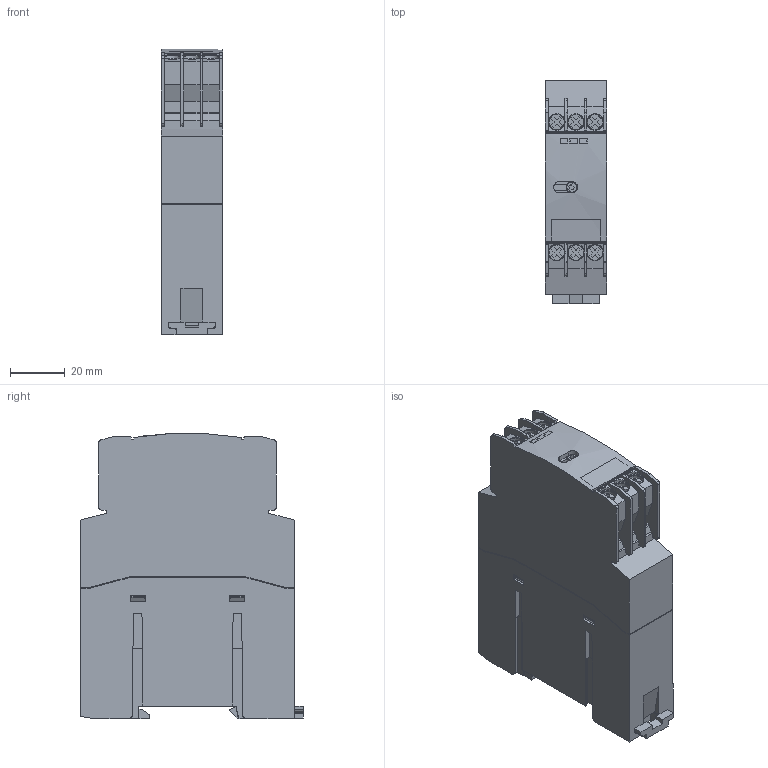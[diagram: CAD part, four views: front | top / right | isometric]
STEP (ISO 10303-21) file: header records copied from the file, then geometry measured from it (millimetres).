
FILE_DESCRIPTION( ( 'STEP AP214' ), '1' );
FILE_NAME( 'etr4_51.stp', '2021-06-28T07:40:29', ( 'License CC BY-ND 4.0' ), ( 'CADENAS' ), ' ', 'PARTsolutions', ' ' );
FILE_SCHEMA( ( 'AUTOMOTIVE_DESIGN { 1 0 10303 214 1 1 1 1 }' ) );
Length unit declared in the file: millimetre
Products named in the file (1): _031885
Bounding box: 22.5 x 81.25 x 104.2 mm (x, y, z)
Volume: 160089.1 mm3; surface area: 28453.9 mm2
Topology: 1 solids, 1 shells, 584 faces, 1643 edges, 1085 vertices
Faces by surface type: plane 457, cylinder 108, cone 19
Full cylindrical faces by diameter (mm): 4 x1, 5.9 x6, 6.15 x6, 8 x1
Entity records: 23231 total; most frequent: CARTESIAN_POINT 3332, ORIENTED_EDGE 3220, DIRECTION 3053, EDGE_CURVE 1610, LINE 1333, VECTOR 1333, VERTEX_POINT 1079, AXIS2_PLACEMENT_3D 860
